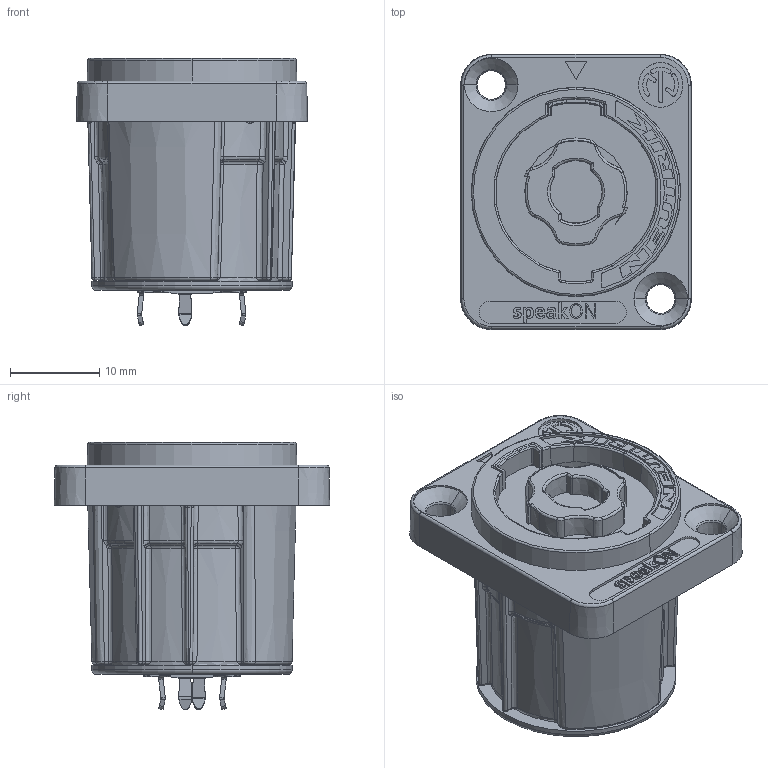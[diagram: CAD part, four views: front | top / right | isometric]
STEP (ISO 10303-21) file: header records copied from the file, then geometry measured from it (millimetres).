
FILE_DESCRIPTION((''),'2;1');
FILE_NAME('NL4MDXX-V','2020-02-12T13:45:50',('phk'),(''),'CREO PARAMETRIC BY PTC INC, 2019080','CREO PARAMETRIC BY PTC INC, 2019080','');
FILE_SCHEMA(('CONFIG_CONTROL_DESIGN'));
Length unit declared in the file: millimetre
Products named in the file (1): NL4MDXX-V
Bounding box: 25.9 x 30.9 x 29.95 mm (x, y, z)
Volume: 10427.3 mm3; surface area: 5602.3 mm2
Topology: 1 solids, 6 shells, 1166 faces, 2883 edges, 1766 vertices
Faces by surface type: plane 367, bspline 223, cylinder 199, extrusion 156, cone 92, torus 85, sphere 44
Entity records: 47090 total; most frequent: CARTESIAN_POINT 21754, ORIENTED_EDGE 5756, DIRECTION 4374, EDGE_CURVE 2883, VERTEX_POINT 1766, AXIS2_PLACEMENT_3D 1496, VECTOR 1382, LINE 1226
